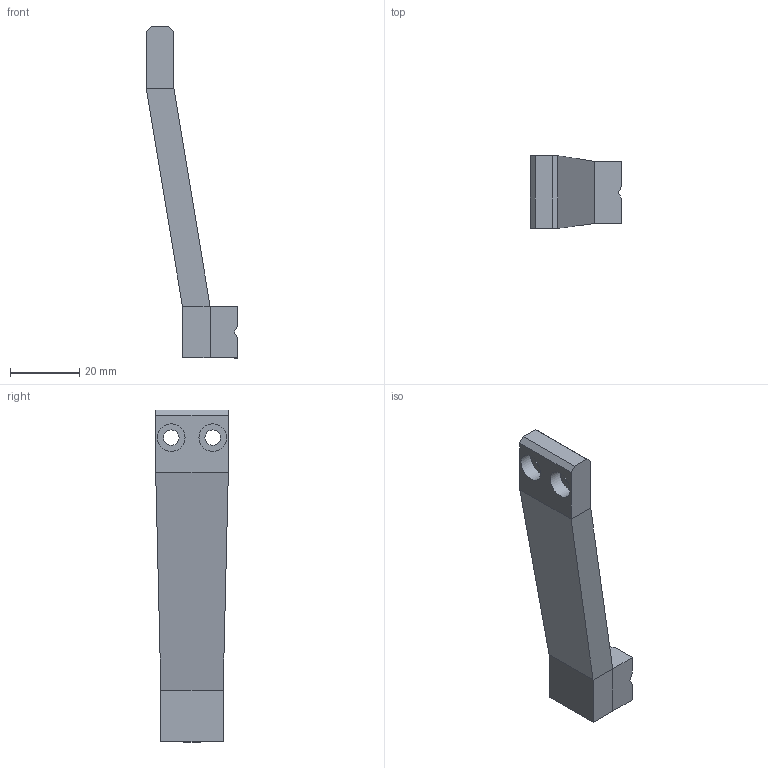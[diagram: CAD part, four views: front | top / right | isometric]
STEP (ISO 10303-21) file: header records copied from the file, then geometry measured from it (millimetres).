
FILE_DESCRIPTION(/* description */ (''),/* implementation_level */ '2;1');
FILE_NAME(/* name */ 'plane finger.step',/* time_stamp */ '2023-09-09T15:45:57+01:00',/* author */ (''),/* organization */ (''),/* preprocessor_version */ 'ST-DEVELOPER v20',/* originating_system */ 'Autodesk Translation Framework v12.9.0.99',/* authorisation */ '');
FILE_SCHEMA (('AUTOMOTIVE_DESIGN { 1 0 10303 214 3 1 1 }'));
Length unit declared in the file: millimetre
Products named in the file (3): Base Finger; Finger; Tip
Assembly tree (2 placements, depth 2):
  Base Finger
    Finger
    Tip
Bounding box: 26.5 x 21 x 96 mm (x, y, z)
Volume: 16525.6 mm3; surface area: 7146.8 mm2
Topology: 2 solids, 2 shells, 63 faces, 126 edges, 77 vertices
Faces by surface type: plane 43, cylinder 12, cone 8
Full cylindrical faces by diameter (mm): 2.7 x4, 3 x4, 4.5 x2, 8 x2
Entity records: 1711 total; most frequent: DIRECTION 294, CARTESIAN_POINT 271, ORIENTED_EDGE 252, EDGE_CURVE 126, AXIS2_PLACEMENT_3D 100, LINE 94, VECTOR 94, EDGE_LOOP 77
